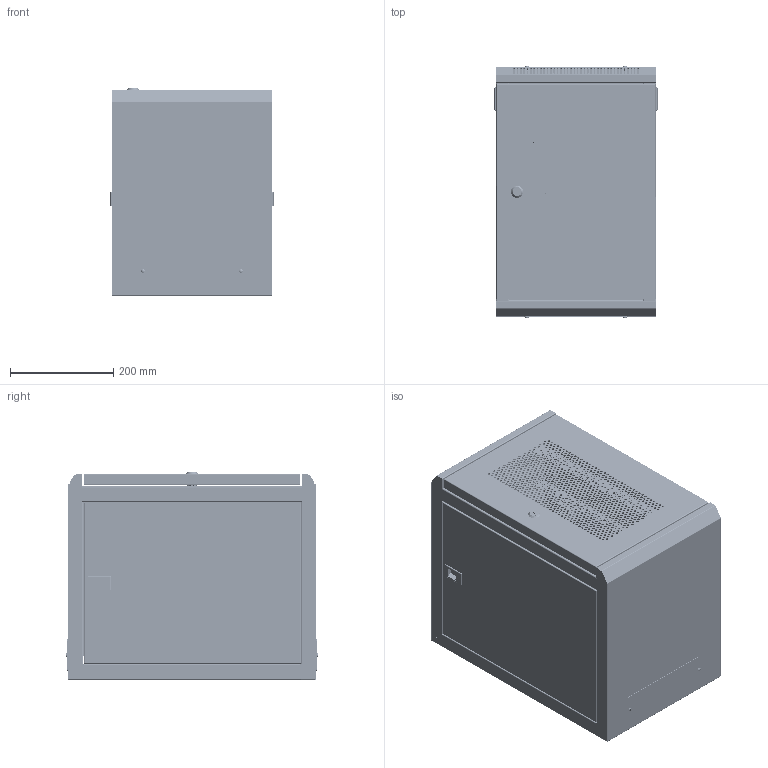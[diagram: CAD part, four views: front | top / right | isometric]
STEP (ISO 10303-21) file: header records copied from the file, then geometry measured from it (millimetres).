
FILE_DESCRIPTION (( 'STEP AP214' ), '1' );
FILE_NAME ('00406838.step', '2022-05-09T15:08:51', ( '' ), ( '' ), 'SwSTEP 2.0', 'SolidWorks 2021', '' );
FILE_SCHEMA (( 'AUTOMOTIVE_DESIGN' ));
Length unit declared in the file: inch
Products named in the file (21): MOUNTING POST, 9U; M6 X 13 GND STUD; PDU-K0_ASM; SIDE PANEL, 9U, SMM3409; 00406838; lock cam; PDU_K1; COVER, CABLE GLAND; SMM3409 CABINET-ONLY ASSY, 9U X 400mm; PDU_K2; CABINET BASE, 9U X 400mm X 312mm; lock hex nut; PERFORATED DOOR AND LOCK ASSY, 9U; CABINET POST, VERT, 9U; PERFORATED DOOR ASSY, 9U; lock cylinder; PERFORATED DOOR, 9U; LOCK ASSY, 10 IN. CABINET; M4X8LS; GB9074-4-88-M3X6
Assembly tree (32 placements, depth 5):
  00406838
    SMM3409 CABINET-ONLY ASSY, 9U X 400mm
      CABINET BASE, 9U X 400mm X 312mm
      M6 X 13 GND STUD
      CABINET POST, VERT, 9U  x2
      SIDE PANEL, 9U, SMM3409  x2
        SIDE PANEL, 9U, SMM3409
        PDU-K0_ASM
          PDU_K2
          PDU_K1
      COVER, CABLE GLAND  x2
      M4X8LS  x4
      MOUNTING POST, 9U  x6
    PERFORATED DOOR AND LOCK ASSY, 9U
      PERFORATED DOOR ASSY, 9U
        PERFORATED DOOR, 9U
        M6 X 13 GND STUD
      LOCK ASSY, 10 IN. CABINET
        lock cylinder
        GB9074-4-88-M3X6
        lock cam
        lock hex nut
Bounding box: 316.5 x 489.63 x 403 mm (x, y, z)
Volume: 1140499.9 mm3; surface area: 2530790 mm2
Topology: 33 solids, 33 shells, 4805 faces, 14213 edges, 9475 vertices
Faces by surface type: cylinder 2883, plane 1735, bspline 167, cone 18, torus 2
Entity records: 144930 total; most frequent: CARTESIAN_POINT 42169, DIRECTION 21672, ORIENTED_EDGE 20702, EDGE_CURVE 10351, AXIS2_PLACEMENT_3D 8481, VERTEX_POINT 6859, EDGE_LOOP 5822, CIRCLE 5019
